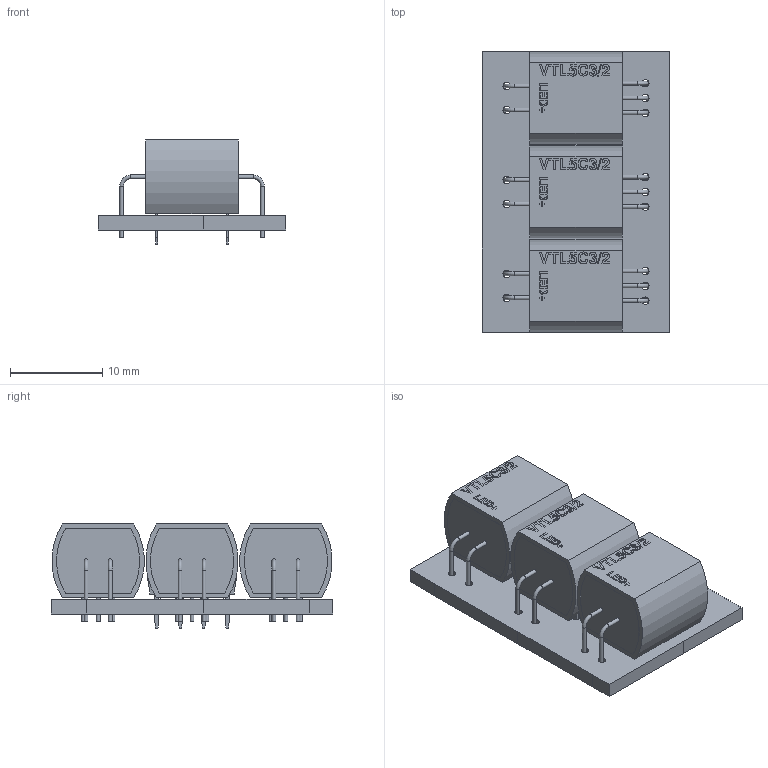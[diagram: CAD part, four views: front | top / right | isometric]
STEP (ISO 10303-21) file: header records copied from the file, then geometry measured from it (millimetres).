
FILE_DESCRIPTION(('KiCad electronic assembly'),'2;1');
FILE_NAME('Photomodule - Vactrols.step','2019-09-28T11:41:42',( 'An Author'),('A Company'),'Open CASCADE STEP processor 6.9', 'KiCad to STEP converter','Unknown');
FILE_SCHEMA(('AUTOMOTIVE_DESIGN { 1 0 10303 214 1 1 1 1 }'));
Length unit declared in the file: millimetre
Products named in the file (6): Open CASCADE STEP translator 6.9 1; Xvive_VTL5C3_2; SOLID; Texas_Instruments_RC4558P; COMPOUND
Assembly tree (7 placements, depth 3):
  Open CASCADE STEP translator 6.9 1
    Xvive_VTL5C3_2  x3
      SOLID
    Texas_Instruments_RC4558P
      SOLID
    COMPOUND
Bounding box: 20.32 x 30.48 x 11.29 mm (x, y, z)
Volume: 3413.4 mm3; surface area: 3369.2 mm2
Topology: 5 solids, 5 shells, 938 faces, 2515 edges, 1660 vertices
Faces by surface type: plane 495, extrusion 339, cylinder 81, torus 15, bspline 8
Full cylindrical faces by diameter (mm): 0.415 x30, 0.8 x23, 1 x1
Entity records: 38970 total; most frequent: CARTESIAN_POINT 8155, DIRECTION 4381, VECTOR 3415, LINE 3234, ORIENTED_EDGE 2838, PCURVE 2838, DEFINITIONAL_REPRESENTATION 2838, EDGE_CURVE 1419
